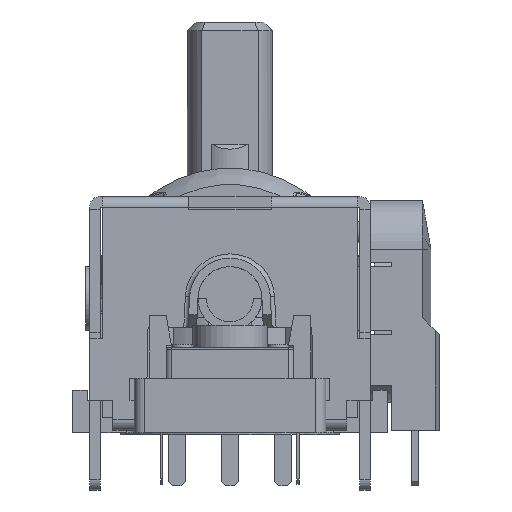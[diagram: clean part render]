
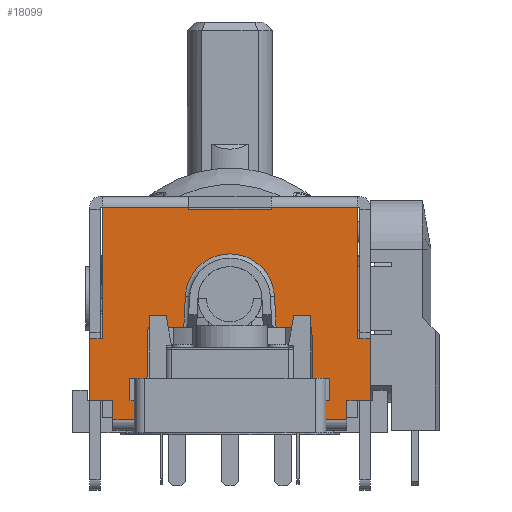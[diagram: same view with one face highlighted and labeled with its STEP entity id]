
A CAD part, left-side view. The second image highlights one B-rep face of the part: STEP entity #18099.
In plain terms, the highlighted face is planar.
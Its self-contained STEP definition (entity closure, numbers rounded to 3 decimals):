
#630=PLANE('',#19382);
#1452=FACE_OUTER_BOUND('',#2452,.T.);
#2452=EDGE_LOOP('',(#13365,#13366,#13367,#13368,#13369,#13370,#13371,#13372,
#13373,#13374,#13375,#13376,#13377,#13378,#13379,#13380,#13381,#13382,#13383,
#13384,#13385,#13386,#13387,#13388,#13389,#13390,#13391,#13392,#13393,#13394,
#13395,#13396));
#3618=LINE('',#29053,#5709);
#3619=LINE('',#29054,#5710);
#3620=LINE('',#29056,#5711);
#3621=LINE('',#29058,#5712);
#3622=LINE('',#29060,#5713);
#3623=LINE('',#29062,#5714);
#3624=LINE('',#29064,#5715);
#3625=LINE('',#29066,#5716);
#3626=LINE('',#29068,#5717);
#3627=LINE('',#29070,#5718);
#3628=LINE('',#29072,#5719);
#3629=LINE('',#29074,#5720);
#3630=LINE('',#29076,#5721);
#3631=LINE('',#29078,#5722);
#3632=LINE('',#29080,#5723);
#3633=LINE('',#29082,#5724);
#3634=LINE('',#29084,#5725);
#3635=LINE('',#29086,#5726);
#3636=LINE('',#29088,#5727);
#3637=LINE('',#29090,#5728);
#3638=LINE('',#29092,#5729);
#3639=LINE('',#29094,#5730);
#3640=LINE('',#29096,#5731);
#3641=LINE('',#29098,#5732);
#3642=LINE('',#29100,#5733);
#3643=LINE('',#29102,#5734);
#3644=LINE('',#29104,#5735);
#3645=LINE('',#29106,#5736);
#3646=LINE('',#29108,#5737);
#3647=LINE('',#29110,#5738);
#3648=LINE('',#29111,#5739);
#5709=VECTOR('',#21527,1000.);
#5710=VECTOR('',#21528,1000.);
#5711=VECTOR('',#21529,1000.);
#5712=VECTOR('',#21530,1000.);
#5713=VECTOR('',#21531,1000.);
#5714=VECTOR('',#21532,1000.);
#5715=VECTOR('',#21533,1000.);
#5716=VECTOR('',#21534,1000.);
#5717=VECTOR('',#21535,1000.);
#5718=VECTOR('',#21536,1000.);
#5719=VECTOR('',#21537,1000.);
#5720=VECTOR('',#21538,1000.);
#5721=VECTOR('',#21539,1000.);
#5722=VECTOR('',#21540,1000.);
#5723=VECTOR('',#21541,1000.);
#5724=VECTOR('',#21542,1000.);
#5725=VECTOR('',#21543,1000.);
#5726=VECTOR('',#21544,1000.);
#5727=VECTOR('',#21545,1000.);
#5728=VECTOR('',#21546,1000.);
#5729=VECTOR('',#21547,1000.);
#5730=VECTOR('',#21548,1000.);
#5731=VECTOR('',#21549,1000.);
#5732=VECTOR('',#21550,1000.);
#5733=VECTOR('',#21551,1000.);
#5734=VECTOR('',#21552,1000.);
#5735=VECTOR('',#21553,1000.);
#5736=VECTOR('',#21554,1000.);
#5737=VECTOR('',#21555,1000.);
#5738=VECTOR('',#21556,1000.);
#5739=VECTOR('',#21557,1000.);
#7607=CIRCLE('',#19336,2.1);
#8242=VERTEX_POINT('',#28931);
#8243=VERTEX_POINT('',#28932);
#8290=VERTEX_POINT('',#29051);
#8291=VERTEX_POINT('',#29052);
#8292=VERTEX_POINT('',#29055);
#8293=VERTEX_POINT('',#29057);
#8294=VERTEX_POINT('',#29059);
#8295=VERTEX_POINT('',#29061);
#8296=VERTEX_POINT('',#29063);
#8297=VERTEX_POINT('',#29065);
#8298=VERTEX_POINT('',#29067);
#8299=VERTEX_POINT('',#29069);
#8300=VERTEX_POINT('',#29071);
#8301=VERTEX_POINT('',#29073);
#8302=VERTEX_POINT('',#29075);
#8303=VERTEX_POINT('',#29077);
#8304=VERTEX_POINT('',#29079);
#8305=VERTEX_POINT('',#29081);
#8306=VERTEX_POINT('',#29083);
#8307=VERTEX_POINT('',#29085);
#8308=VERTEX_POINT('',#29087);
#8309=VERTEX_POINT('',#29089);
#8310=VERTEX_POINT('',#29091);
#8311=VERTEX_POINT('',#29093);
#8312=VERTEX_POINT('',#29095);
#8313=VERTEX_POINT('',#29097);
#8314=VERTEX_POINT('',#29099);
#8315=VERTEX_POINT('',#29101);
#8316=VERTEX_POINT('',#29103);
#8317=VERTEX_POINT('',#29105);
#8318=VERTEX_POINT('',#29107);
#8319=VERTEX_POINT('',#29109);
#10152=EDGE_CURVE('',#8242,#8243,#7607,.T.);
#10208=EDGE_CURVE('',#8290,#8291,#3618,.T.);
#10209=EDGE_CURVE('',#8290,#8242,#3619,.T.);
#10210=EDGE_CURVE('',#8243,#8292,#3620,.T.);
#10211=EDGE_CURVE('',#8293,#8292,#3621,.T.);
#10212=EDGE_CURVE('',#8294,#8293,#3622,.T.);
#10213=EDGE_CURVE('',#8295,#8294,#3623,.T.);
#10214=EDGE_CURVE('',#8296,#8295,#3624,.T.);
#10215=EDGE_CURVE('',#8296,#8297,#3625,.T.);
#10216=EDGE_CURVE('',#8297,#8298,#3626,.T.);
#10217=EDGE_CURVE('',#8299,#8298,#3627,.T.);
#10218=EDGE_CURVE('',#8300,#8299,#3628,.T.);
#10219=EDGE_CURVE('',#8301,#8300,#3629,.T.);
#10220=EDGE_CURVE('',#8302,#8301,#3630,.T.);
#10221=EDGE_CURVE('',#8303,#8302,#3631,.T.);
#10222=EDGE_CURVE('',#8304,#8303,#3632,.T.);
#10223=EDGE_CURVE('',#8304,#8305,#3633,.T.);
#10224=EDGE_CURVE('',#8306,#8305,#3634,.T.);
#10225=EDGE_CURVE('',#8307,#8306,#3635,.T.);
#10226=EDGE_CURVE('',#8308,#8307,#3636,.T.);
#10227=EDGE_CURVE('',#8308,#8309,#3637,.T.);
#10228=EDGE_CURVE('',#8310,#8309,#3638,.T.);
#10229=EDGE_CURVE('',#8310,#8311,#3639,.T.);
#10230=EDGE_CURVE('',#8311,#8312,#3640,.T.);
#10231=EDGE_CURVE('',#8313,#8312,#3641,.T.);
#10232=EDGE_CURVE('',#8313,#8314,#3642,.T.);
#10233=EDGE_CURVE('',#8314,#8315,#3643,.T.);
#10234=EDGE_CURVE('',#8316,#8315,#3644,.T.);
#10235=EDGE_CURVE('',#8317,#8316,#3645,.T.);
#10236=EDGE_CURVE('',#8318,#8317,#3646,.T.);
#10237=EDGE_CURVE('',#8319,#8318,#3647,.T.);
#10238=EDGE_CURVE('',#8291,#8319,#3648,.T.);
#13365=ORIENTED_EDGE('',*,*,#10208,.F.);
#13366=ORIENTED_EDGE('',*,*,#10209,.T.);
#13367=ORIENTED_EDGE('',*,*,#10152,.T.);
#13368=ORIENTED_EDGE('',*,*,#10210,.T.);
#13369=ORIENTED_EDGE('',*,*,#10211,.F.);
#13370=ORIENTED_EDGE('',*,*,#10212,.F.);
#13371=ORIENTED_EDGE('',*,*,#10213,.F.);
#13372=ORIENTED_EDGE('',*,*,#10214,.F.);
#13373=ORIENTED_EDGE('',*,*,#10215,.T.);
#13374=ORIENTED_EDGE('',*,*,#10216,.T.);
#13375=ORIENTED_EDGE('',*,*,#10217,.F.);
#13376=ORIENTED_EDGE('',*,*,#10218,.F.);
#13377=ORIENTED_EDGE('',*,*,#10219,.F.);
#13378=ORIENTED_EDGE('',*,*,#10220,.F.);
#13379=ORIENTED_EDGE('',*,*,#10221,.F.);
#13380=ORIENTED_EDGE('',*,*,#10222,.F.);
#13381=ORIENTED_EDGE('',*,*,#10223,.T.);
#13382=ORIENTED_EDGE('',*,*,#10224,.F.);
#13383=ORIENTED_EDGE('',*,*,#10225,.F.);
#13384=ORIENTED_EDGE('',*,*,#10226,.F.);
#13385=ORIENTED_EDGE('',*,*,#10227,.T.);
#13386=ORIENTED_EDGE('',*,*,#10228,.F.);
#13387=ORIENTED_EDGE('',*,*,#10229,.T.);
#13388=ORIENTED_EDGE('',*,*,#10230,.T.);
#13389=ORIENTED_EDGE('',*,*,#10231,.F.);
#13390=ORIENTED_EDGE('',*,*,#10232,.T.);
#13391=ORIENTED_EDGE('',*,*,#10233,.T.);
#13392=ORIENTED_EDGE('',*,*,#10234,.F.);
#13393=ORIENTED_EDGE('',*,*,#10235,.F.);
#13394=ORIENTED_EDGE('',*,*,#10236,.F.);
#13395=ORIENTED_EDGE('',*,*,#10237,.F.);
#13396=ORIENTED_EDGE('',*,*,#10238,.F.);
#18099=ADVANCED_FACE('',(#1452),#630,.F.);
#19336=AXIS2_PLACEMENT_3D('',#28933,#21408,#21409);
#19382=AXIS2_PLACEMENT_3D('',#29050,#21525,#21526);
#21408=DIRECTION('center_axis',(0.,1.,0.));
#21409=DIRECTION('ref_axis',(0.,0.,1.));
#21525=DIRECTION('center_axis',(0.,1.,0.));
#21526=DIRECTION('ref_axis',(0.,0.,1.));
#21527=DIRECTION('',(-1.,0.,0.));
#21528=DIRECTION('',(0.049,0.,0.999));
#21529=DIRECTION('',(0.049,0.,-0.999));
#21530=DIRECTION('',(-1.,0.,0.));
#21531=DIRECTION('',(-0.021,0.,1.));
#21532=DIRECTION('',(-1.,0.,0.));
#21533=DIRECTION('',(0.,0.,1.));
#21534=DIRECTION('',(-1.,0.,0.));
#21535=DIRECTION('',(0.,0.,-1.));
#21536=DIRECTION('',(-1.,0.,0.));
#21537=DIRECTION('',(0.,0.,-1.));
#21538=DIRECTION('',(-1.,0.,0.));
#21539=DIRECTION('',(0.,0.,-1.));
#21540=DIRECTION('',(1.,0.,0.));
#21541=DIRECTION('',(0.,0.,-1.));
#21542=DIRECTION('',(-1.,0.,0.));
#21543=DIRECTION('',(0.,0.,1.));
#21544=DIRECTION('',(1.,0.,0.));
#21545=DIRECTION('',(0.,0.,-1.));
#21546=DIRECTION('',(-1.,0.,0.));
#21547=DIRECTION('',(0.,0.,1.));
#21548=DIRECTION('',(-1.,0.,0.));
#21549=DIRECTION('',(0.,0.,-1.));
#21550=DIRECTION('',(-1.,0.,0.));
#21551=DIRECTION('',(0.,0.,-1.));
#21552=DIRECTION('',(1.,0.,0.));
#21553=DIRECTION('',(0.,0.,-1.));
#21554=DIRECTION('',(1.,0.,0.));
#21555=DIRECTION('',(0.,0.,-1.));
#21556=DIRECTION('',(-1.,0.,0.));
#21557=DIRECTION('',(-0.021,0.,-1.));
#28931=CARTESIAN_POINT('',(-2.097,-6.6,9.104));
#28932=CARTESIAN_POINT('',(2.097,-6.6,9.104));
#28933=CARTESIAN_POINT('Origin',(0.,-6.6,9.));
#29050=CARTESIAN_POINT('Origin',(-6.6,-6.6,13.8));
#29051=CARTESIAN_POINT('',(-2.169,-6.6,7.65));
#29052=CARTESIAN_POINT('',(-3.85,-6.6,7.65));
#29053=CARTESIAN_POINT('',(-3.85,-6.6,7.65));
#29054=CARTESIAN_POINT('',(-2.097,-6.6,9.104));
#29055=CARTESIAN_POINT('',(2.169,-6.6,7.65));
#29056=CARTESIAN_POINT('',(2.169,-6.6,7.66));
#29057=CARTESIAN_POINT('',(3.85,-6.6,7.65));
#29058=CARTESIAN_POINT('',(1.569,-6.6,7.65));
#29059=CARTESIAN_POINT('',(3.9,-6.6,5.25));
#29060=CARTESIAN_POINT('',(3.85,-6.6,7.65));
#29061=CARTESIAN_POINT('',(4.7,-6.6,5.25));
#29062=CARTESIAN_POINT('',(4.7,-6.6,5.25));
#29063=CARTESIAN_POINT('',(4.7,-6.6,4.2));
#29064=CARTESIAN_POINT('',(4.7,-6.6,5.25));
#29065=CARTESIAN_POINT('',(4.5,-6.6,4.2));
#29066=CARTESIAN_POINT('',(5.5,-6.6,4.2));
#29067=CARTESIAN_POINT('',(4.5,-6.6,3.3));
#29068=CARTESIAN_POINT('',(4.5,-6.6,4.2));
#29069=CARTESIAN_POINT('',(5.5,-6.6,3.3));
#29070=CARTESIAN_POINT('',(5.5,-6.6,3.3));
#29071=CARTESIAN_POINT('',(5.5,-6.6,4.2));
#29072=CARTESIAN_POINT('',(5.5,-6.6,4.2));
#29073=CARTESIAN_POINT('',(6.6,-6.6,4.2));
#29074=CARTESIAN_POINT('',(4.7,-6.6,4.2));
#29075=CARTESIAN_POINT('',(6.6,-6.6,7.1));
#29076=CARTESIAN_POINT('',(6.6,-6.6,13.8));
#29077=CARTESIAN_POINT('',(6.,-6.6,7.1));
#29078=CARTESIAN_POINT('',(6.,-6.6,7.1));
#29079=CARTESIAN_POINT('',(6.,-6.6,13.3));
#29080=CARTESIAN_POINT('',(6.,-6.6,7.4));
#29081=CARTESIAN_POINT('',(1.95,-6.6,13.3));
#29082=CARTESIAN_POINT('',(-6.6,-6.6,13.3));
#29083=CARTESIAN_POINT('',(1.95,-6.6,13.2));
#29084=CARTESIAN_POINT('',(1.95,-6.6,13.2));
#29085=CARTESIAN_POINT('',(-1.95,-6.6,13.2));
#29086=CARTESIAN_POINT('',(-1.95,-6.6,13.2));
#29087=CARTESIAN_POINT('',(-1.95,-6.6,13.3));
#29088=CARTESIAN_POINT('',(-1.95,-6.6,13.2));
#29089=CARTESIAN_POINT('',(-6.,-6.6,13.3));
#29090=CARTESIAN_POINT('',(-6.6,-6.6,13.3));
#29091=CARTESIAN_POINT('',(-6.,-6.6,7.1));
#29092=CARTESIAN_POINT('',(-6.,-6.6,7.1));
#29093=CARTESIAN_POINT('',(-6.6,-6.6,7.1));
#29094=CARTESIAN_POINT('',(-6.,-6.6,7.1));
#29095=CARTESIAN_POINT('',(-6.6,-6.6,4.2));
#29096=CARTESIAN_POINT('',(-6.6,-6.6,13.8));
#29097=CARTESIAN_POINT('',(-5.5,-6.6,4.2));
#29098=CARTESIAN_POINT('',(-4.7,-6.6,4.2));
#29099=CARTESIAN_POINT('',(-5.5,-6.6,3.3));
#29100=CARTESIAN_POINT('',(-5.5,-6.6,4.2));
#29101=CARTESIAN_POINT('',(-4.5,-6.6,3.3));
#29102=CARTESIAN_POINT('',(-5.5,-6.6,3.3));
#29103=CARTESIAN_POINT('',(-4.5,-6.6,4.2));
#29104=CARTESIAN_POINT('',(-4.5,-6.6,4.2));
#29105=CARTESIAN_POINT('',(-4.7,-6.6,4.2));
#29106=CARTESIAN_POINT('',(-5.5,-6.6,4.2));
#29107=CARTESIAN_POINT('',(-4.7,-6.6,5.25));
#29108=CARTESIAN_POINT('',(-4.7,-6.6,5.25));
#29109=CARTESIAN_POINT('',(-3.9,-6.6,5.25));
#29110=CARTESIAN_POINT('',(-4.7,-6.6,5.25));
#29111=CARTESIAN_POINT('',(-3.85,-6.6,7.65));
